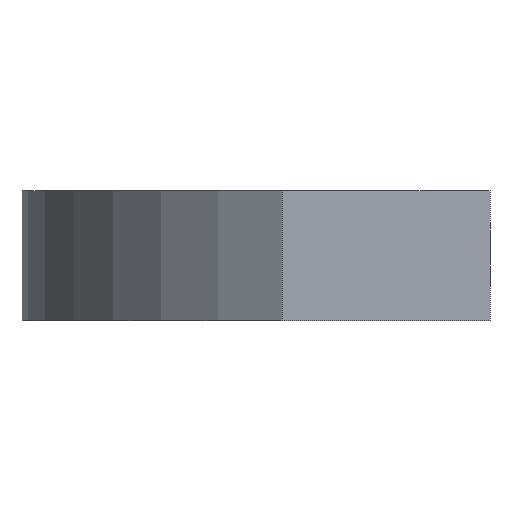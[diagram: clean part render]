
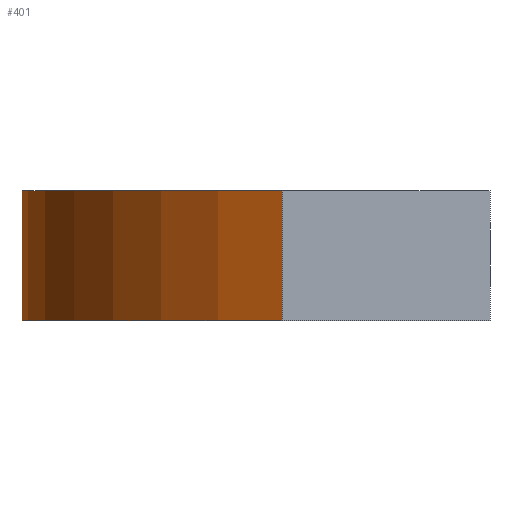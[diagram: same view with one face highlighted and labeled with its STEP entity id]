
A CAD part, front view. The second image highlights one B-rep face of the part: STEP entity #401.
In plain terms, the highlighted cylindrical face has radius 93 mm (diameter 186 mm), a partial arc.
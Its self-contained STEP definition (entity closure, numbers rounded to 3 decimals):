
#33 = DIRECTION ( 'NONE',  ( -1., 0., 0. ) ) ;
#48 = VECTOR ( 'NONE', #658, 1000. ) ;
#53 = CARTESIAN_POINT ( 'NONE',  ( -43., -82.462, 12.5 ) ) ;
#75 = CARTESIAN_POINT ( 'NONE',  ( -93., 0., 12.5 ) ) ;
#82 = AXIS2_PLACEMENT_3D ( 'NONE', #365, #801, #431 ) ;
#109 = EDGE_CURVE ( 'NONE', #789, #517, #491, .T. ) ;
#113 = EDGE_CURVE ( 'NONE', #404, #135, #917, .T. ) ;
#118 = CARTESIAN_POINT ( 'NONE',  ( -43., -82.462, 12.5 ) ) ;
#135 = VERTEX_POINT ( 'NONE', #269 ) ;
#150 = LINE ( 'NONE', #75, #48 ) ;
#211 = EDGE_LOOP ( 'NONE', ( #904, #760, #877, #748 ) ) ;
#258 = CARTESIAN_POINT ( 'NONE',  ( 0., 0., 12.5 ) ) ;
#269 = CARTESIAN_POINT ( 'NONE',  ( -43., -82.462, -12.5 ) ) ;
#335 = LINE ( 'NONE', #118, #387 ) ;
#351 = DIRECTION ( 'NONE',  ( 1., 0., 0. ) ) ;
#365 = CARTESIAN_POINT ( 'NONE',  ( 0., 0., 12.5 ) ) ;
#387 = VECTOR ( 'NONE', #623, 1000. ) ;
#401 = ADVANCED_FACE ( 'NONE', ( #476 ), #775, .T. ) ;
#404 = VERTEX_POINT ( 'NONE', #693 ) ;
#431 = DIRECTION ( 'NONE',  ( 1., 0., 0. ) ) ;
#439 = EDGE_CURVE ( 'NONE', #517, #135, #335, .T. ) ;
#476 = FACE_OUTER_BOUND ( 'NONE', #211, .T. ) ;
#491 = CIRCLE ( 'NONE', #82, 93. ) ;
#517 = VERTEX_POINT ( 'NONE', #53 ) ;
#623 = DIRECTION ( 'NONE',  ( 0., 0., -1. ) ) ;
#639 = DIRECTION ( 'NONE',  ( 0., 0., 1. ) ) ;
#658 = DIRECTION ( 'NONE',  ( 0., 0., -1. ) ) ;
#693 = CARTESIAN_POINT ( 'NONE',  ( -93., 0., -12.5 ) ) ;
#748 = ORIENTED_EDGE ( 'NONE', *, *, #439, .F. ) ;
#760 = ORIENTED_EDGE ( 'NONE', *, *, #785, .T. ) ;
#765 = CARTESIAN_POINT ( 'NONE',  ( -93., 0., 12.5 ) ) ;
#771 = DIRECTION ( 'NONE',  ( 0., 0., -1. ) ) ;
#775 = CYLINDRICAL_SURFACE ( 'NONE', #787, 93. ) ;
#785 = EDGE_CURVE ( 'NONE', #789, #404, #150, .T. ) ;
#787 = AXIS2_PLACEMENT_3D ( 'NONE', #258, #771, #33 ) ;
#788 = CARTESIAN_POINT ( 'NONE',  ( 0., 0., -12.5 ) ) ;
#789 = VERTEX_POINT ( 'NONE', #765 ) ;
#801 = DIRECTION ( 'NONE',  ( 0., 0., 1. ) ) ;
#829 = AXIS2_PLACEMENT_3D ( 'NONE', #788, #639, #351 ) ;
#877 = ORIENTED_EDGE ( 'NONE', *, *, #113, .T. ) ;
#904 = ORIENTED_EDGE ( 'NONE', *, *, #109, .F. ) ;
#917 = CIRCLE ( 'NONE', #829, 93. ) ;
